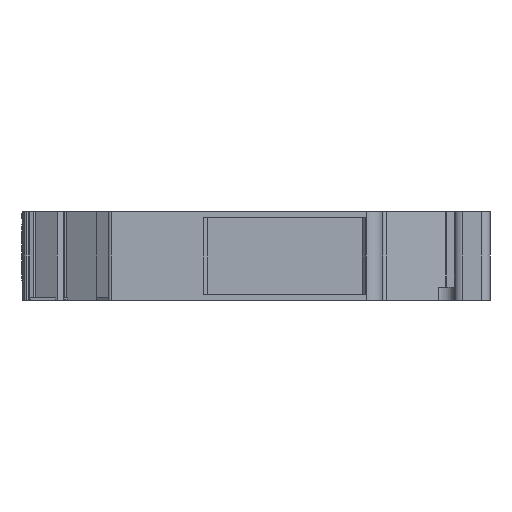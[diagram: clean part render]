
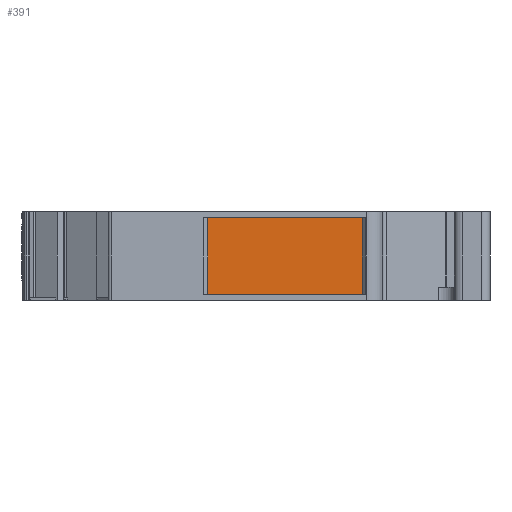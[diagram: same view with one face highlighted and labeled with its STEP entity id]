
A CAD part, left-side view. The second image highlights one B-rep face of the part: STEP entity #391.
In plain terms, the highlighted planar face has unit normal (-1, 0, 0).
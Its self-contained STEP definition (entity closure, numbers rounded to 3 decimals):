
#57 = ORIENTED_EDGE ( 'NONE', *, *, #1613, .T. ) ;
#219 = CARTESIAN_POINT ( 'NONE',  ( -31.629, -29.075, 0.7 ) ) ;
#391 = ADVANCED_FACE ( 'NONE', ( #9465 ), #5666, .T. ) ;
#552 = DIRECTION ( 'NONE',  ( 0., -1., 0. ) ) ;
#849 = ORIENTED_EDGE ( 'NONE', *, *, #1179, .T. ) ;
#1179 = EDGE_CURVE ( 'NONE', #8505, #10001, #7171, .T. ) ;
#1613 = EDGE_CURVE ( 'NONE', #10001, #3546, #1742, .T. ) ;
#1742 = LINE ( 'NONE', #5924, #8992 ) ;
#2053 = VECTOR ( 'NONE', #3440, 1000. ) ;
#2951 = CARTESIAN_POINT ( 'NONE',  ( -31.629, -11.262, 9.3 ) ) ;
#2982 = VERTEX_POINT ( 'NONE', #2951 ) ;
#3007 = LINE ( 'NONE', #4924, #7716 ) ;
#3410 = CARTESIAN_POINT ( 'NONE',  ( -31.629, -29.075, 9.3 ) ) ;
#3440 = DIRECTION ( 'NONE',  ( 0., -1., 0. ) ) ;
#3546 = VERTEX_POINT ( 'NONE', #3898 ) ;
#3898 = CARTESIAN_POINT ( 'NONE',  ( -31.629, -28.655, 9.3 ) ) ;
#4105 = AXIS2_PLACEMENT_3D ( 'NONE', #5751, #5748, #6344 ) ;
#4462 = ORIENTED_EDGE ( 'NONE', *, *, #5769, .T. ) ;
#4924 = CARTESIAN_POINT ( 'NONE',  ( -31.629, -11.262, 0.7 ) ) ;
#5329 = DIRECTION ( 'NONE',  ( 0., 0., -1. ) ) ;
#5666 = PLANE ( 'NONE',  #4105 ) ;
#5748 = DIRECTION ( 'NONE',  ( -1., 0., 0. ) ) ;
#5751 = CARTESIAN_POINT ( 'NONE',  ( -31.629, -1.047, -81.712 ) ) ;
#5769 = EDGE_CURVE ( 'NONE', #2982, #8505, #3007, .T. ) ;
#5924 = CARTESIAN_POINT ( 'NONE',  ( -31.629, -28.655, 0.7 ) ) ;
#6002 = EDGE_CURVE ( 'NONE', #2982, #3546, #6898, .T. ) ;
#6006 = DIRECTION ( 'NONE',  ( 0., 0., 1. ) ) ;
#6055 = CARTESIAN_POINT ( 'NONE',  ( -31.629, -28.655, 0.7 ) ) ;
#6344 = DIRECTION ( 'NONE',  ( 0., 0., 1. ) ) ;
#6803 = VECTOR ( 'NONE', #552, 1000. ) ;
#6898 = LINE ( 'NONE', #3410, #2053 ) ;
#7171 = LINE ( 'NONE', #219, #6803 ) ;
#7716 = VECTOR ( 'NONE', #5329, 1000. ) ;
#8405 = ORIENTED_EDGE ( 'NONE', *, *, #6002, .F. ) ;
#8505 = VERTEX_POINT ( 'NONE', #10541 ) ;
#8992 = VECTOR ( 'NONE', #6006, 1000. ) ;
#9465 = FACE_OUTER_BOUND ( 'NONE', #9847, .T. ) ;
#9847 = EDGE_LOOP ( 'NONE', ( #8405, #4462, #849, #57 ) ) ;
#10001 = VERTEX_POINT ( 'NONE', #6055 ) ;
#10541 = CARTESIAN_POINT ( 'NONE',  ( -31.629, -11.262, 0.7 ) ) ;
